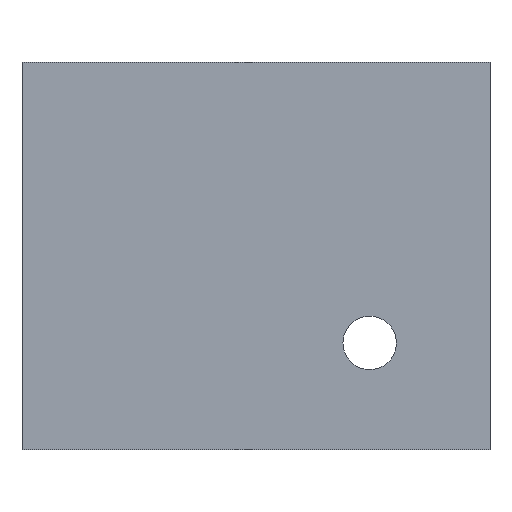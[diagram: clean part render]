
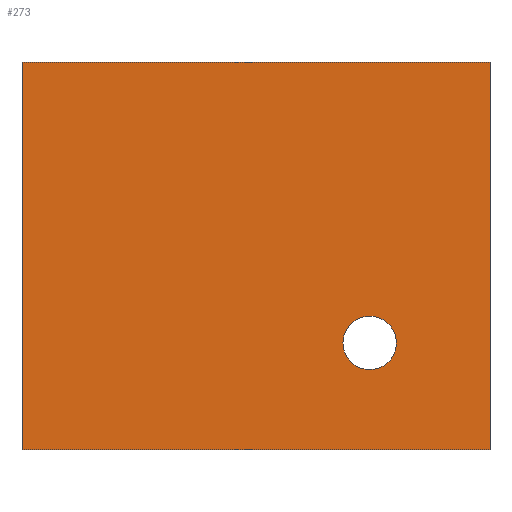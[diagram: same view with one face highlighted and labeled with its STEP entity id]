
A CAD part, top view. The second image highlights one B-rep face of the part: STEP entity #273.
In plain terms, the highlighted planar face has unit normal (0, 0, 1).
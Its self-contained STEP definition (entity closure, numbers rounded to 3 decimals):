
#61 = DIRECTION ( 'NONE',  ( 1., 0., 0. ) ) ;
#71 = EDGE_CURVE ( 'NONE', #1496, #677, #854, .T. ) ;
#92 = VERTEX_POINT ( 'NONE', #1596 ) ;
#111 = ORIENTED_EDGE ( 'NONE', *, *, #1096, .T. ) ;
#112 = ORIENTED_EDGE ( 'NONE', *, *, #71, .T. ) ;
#132 = ORIENTED_EDGE ( 'NONE', *, *, #149, .T. ) ;
#135 = DIRECTION ( 'NONE',  ( 0., -1., 0. ) ) ;
#149 = EDGE_CURVE ( 'NONE', #1320, #92, #442, .T. ) ;
#160 = CARTESIAN_POINT ( 'NONE',  ( -3.492, -2.9, 0.037 ) ) ;
#161 = CARTESIAN_POINT ( 'NONE',  ( 3.508, -2.9, 0.037 ) ) ;
#191 = ORIENTED_EDGE ( 'NONE', *, *, #1233, .T. ) ;
#269 = DIRECTION ( 'NONE',  ( -1., 0., 0. ) ) ;
#273 = ADVANCED_FACE ( 'NONE', ( #665, #723 ), #1401, .T. ) ;
#345 = VECTOR ( 'NONE', #269, 1000. ) ;
#351 = AXIS2_PLACEMENT_3D ( 'NONE', #721, #1220, #1578 ) ;
#365 = DIRECTION ( 'NONE',  ( -1., 0., 0. ) ) ;
#391 = DIRECTION ( 'NONE',  ( 1., 0., 0. ) ) ;
#393 = VERTEX_POINT ( 'NONE', #161 ) ;
#434 = VERTEX_POINT ( 'NONE', #676 ) ;
#442 = CIRCLE ( 'NONE', #1228, 0.4 ) ;
#522 = VECTOR ( 'NONE', #135, 1000. ) ;
#536 = VECTOR ( 'NONE', #61, 1000. ) ;
#550 = AXIS2_PLACEMENT_3D ( 'NONE', #642, #1516, #391 ) ;
#642 = CARTESIAN_POINT ( 'NONE',  ( -3.492, -2.9, 0.037 ) ) ;
#665 = FACE_OUTER_BOUND ( 'NONE', #906, .T. ) ;
#676 = CARTESIAN_POINT ( 'NONE',  ( 3.508, 2.9, 0.037 ) ) ;
#677 = VERTEX_POINT ( 'NONE', #951 ) ;
#721 = CARTESIAN_POINT ( 'NONE',  ( 1.708, -1.3, 0.037 ) ) ;
#723 = FACE_BOUND ( 'NONE', #1241, .T. ) ;
#749 = EDGE_CURVE ( 'NONE', #92, #1320, #1462, .T. ) ;
#778 = LINE ( 'NONE', #160, #536 ) ;
#854 = LINE ( 'NONE', #877, #522 ) ;
#868 = DIRECTION ( 'NONE',  ( 0., 0., -1. ) ) ;
#873 = LINE ( 'NONE', #1182, #1574 ) ;
#877 = CARTESIAN_POINT ( 'NONE',  ( -3.492, -2.9, 0.037 ) ) ;
#906 = EDGE_LOOP ( 'NONE', ( #191, #1103, #111, #112 ) ) ;
#940 = ORIENTED_EDGE ( 'NONE', *, *, #749, .T. ) ;
#951 = CARTESIAN_POINT ( 'NONE',  ( -3.492, -2.9, 0.037 ) ) ;
#1096 = EDGE_CURVE ( 'NONE', #434, #1496, #1214, .T. ) ;
#1103 = ORIENTED_EDGE ( 'NONE', *, *, #1422, .T. ) ;
#1182 = CARTESIAN_POINT ( 'NONE',  ( 3.508, -2.9, 0.037 ) ) ;
#1196 = CARTESIAN_POINT ( 'NONE',  ( -3.492, 2.9, 0.037 ) ) ;
#1214 = LINE ( 'NONE', #1399, #345 ) ;
#1220 = DIRECTION ( 'NONE',  ( 0., 0., -1. ) ) ;
#1228 = AXIS2_PLACEMENT_3D ( 'NONE', #1489, #868, #365 ) ;
#1233 = EDGE_CURVE ( 'NONE', #677, #393, #778, .T. ) ;
#1241 = EDGE_LOOP ( 'NONE', ( #940, #132 ) ) ;
#1320 = VERTEX_POINT ( 'NONE', #1440 ) ;
#1399 = CARTESIAN_POINT ( 'NONE',  ( -3.492, 2.9, 0.037 ) ) ;
#1401 = PLANE ( 'NONE',  #550 ) ;
#1422 = EDGE_CURVE ( 'NONE', #393, #434, #873, .T. ) ;
#1440 = CARTESIAN_POINT ( 'NONE',  ( 2.108, -1.3, 0.037 ) ) ;
#1462 = CIRCLE ( 'NONE', #351, 0.4 ) ;
#1489 = CARTESIAN_POINT ( 'NONE',  ( 1.708, -1.3, 0.037 ) ) ;
#1496 = VERTEX_POINT ( 'NONE', #1196 ) ;
#1516 = DIRECTION ( 'NONE',  ( 0., 0., 1. ) ) ;
#1550 = DIRECTION ( 'NONE',  ( 0., 1., 0. ) ) ;
#1574 = VECTOR ( 'NONE', #1550, 1000. ) ;
#1578 = DIRECTION ( 'NONE',  ( -1., 0., 0. ) ) ;
#1596 = CARTESIAN_POINT ( 'NONE',  ( 1.308, -1.3, 0.037 ) ) ;
